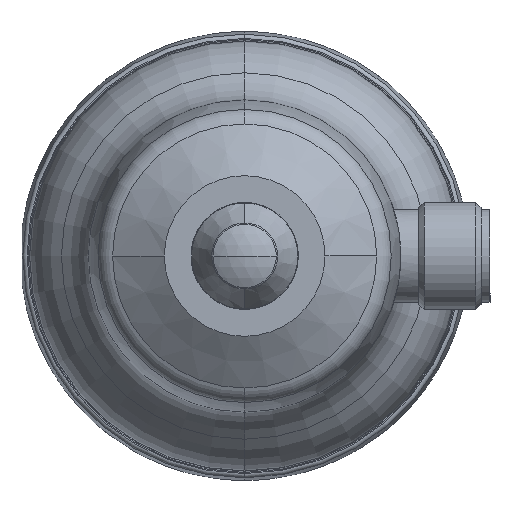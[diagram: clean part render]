
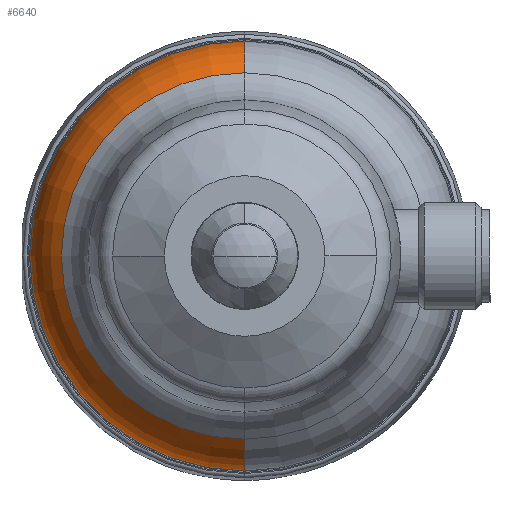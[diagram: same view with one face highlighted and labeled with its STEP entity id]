
A CAD part, left-side view. The second image highlights one B-rep face of the part: STEP entity #6640.
In plain terms, the highlighted toroidal (fillet/blend) face has major radius 14.1 mm and minor radius 10 mm.
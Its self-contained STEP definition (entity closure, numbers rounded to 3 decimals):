
#176 = CIRCLE ( 'NONE', #12535, 10. ) ;
#391 = CARTESIAN_POINT ( 'NONE',  ( -23.457, 0., -20.532 ) ) ;
#628 = VERTEX_POINT ( 'NONE', #11035 ) ;
#876 = ORIENTED_EDGE ( 'NONE', *, *, #3752, .F. ) ;
#1119 = CIRCLE ( 'NONE', #13688, 20.532 ) ;
#1252 = DIRECTION ( 'NONE',  ( 0., -1., 0. ) ) ;
#1974 = AXIS2_PLACEMENT_3D ( 'NONE', #14804, #1252, #10934 ) ;
#2073 = VERTEX_POINT ( 'NONE', #15292 ) ;
#3004 = DIRECTION ( 'NONE',  ( 0., 0., -1. ) ) ;
#3024 = AXIS2_PLACEMENT_3D ( 'NONE', #4817, #9455, #10949 ) ;
#3299 = DIRECTION ( 'NONE',  ( 0., 0., 1. ) ) ;
#3519 = VERTEX_POINT ( 'NONE', #8337 ) ;
#3752 = EDGE_CURVE ( 'NONE', #9334, #2073, #8998, .T. ) ;
#4628 = CARTESIAN_POINT ( 'NONE',  ( -15.8, 0., 14.1 ) ) ;
#4817 = CARTESIAN_POINT ( 'NONE',  ( -15.8, 0., 0. ) ) ;
#6025 = AXIS2_PLACEMENT_3D ( 'NONE', #11257, #12894, #3004 ) ;
#6454 = DIRECTION ( 'NONE',  ( 1., 0., 0. ) ) ;
#6640 = ADVANCED_FACE ( 'Defeature ausgef�hrt1_4', ( #7719 ), #9278, .T. ) ;
#7273 = ORIENTED_EDGE ( 'NONE', *, *, #12318, .F. ) ;
#7719 = FACE_OUTER_BOUND ( 'NONE', #11123, .T. ) ;
#7988 = ORIENTED_EDGE ( 'NONE', *, *, #13634, .T. ) ;
#8136 = ORIENTED_EDGE ( 'NONE', *, *, #14711, .T. ) ;
#8337 = CARTESIAN_POINT ( 'NONE',  ( -15.8, 0., 24.1 ) ) ;
#8998 = CIRCLE ( 'NONE', #1974, 10. ) ;
#9278 = TOROIDAL_SURFACE ( 'NONE', #6025, 14.1, 10. ) ;
#9334 = VERTEX_POINT ( 'NONE', #391 ) ;
#9455 = DIRECTION ( 'NONE',  ( 1., 0., 0. ) ) ;
#9551 = CIRCLE ( 'NONE', #3024, 24.1 ) ;
#10934 = DIRECTION ( 'NONE',  ( 0., 0., -1. ) ) ;
#10949 = DIRECTION ( 'NONE',  ( 0., 0., -1. ) ) ;
#11035 = CARTESIAN_POINT ( 'NONE',  ( -23.457, 0., 20.532 ) ) ;
#11123 = EDGE_LOOP ( 'NONE', ( #7988, #8136, #7273, #876 ) ) ;
#11257 = CARTESIAN_POINT ( 'NONE',  ( -15.8, 0., 0. ) ) ;
#11258 = DIRECTION ( 'NONE',  ( 0., 0., -1. ) ) ;
#12318 = EDGE_CURVE ( 'Defeature ausgef�hrt1_3+Defeature ausgef�hrt1_4+Defeature ausgef�hrt1_4+Defeature ausgef�hrt1_4', #2073, #3519, #9551, .T. ) ;
#12441 = CARTESIAN_POINT ( 'NONE',  ( -23.457, 0., 0. ) ) ;
#12535 = AXIS2_PLACEMENT_3D ( 'NONE', #4628, #14249, #3299 ) ;
#12894 = DIRECTION ( 'NONE',  ( 1., 0., 0. ) ) ;
#13634 = EDGE_CURVE ( 'Defeature ausgef�hrt1_4+Defeature ausgef�hrt1_5+Defeature ausgef�hrt1_5+Defeature ausgef�hrt1_5', #9334, #628, #1119, .T. ) ;
#13688 = AXIS2_PLACEMENT_3D ( 'NONE', #12441, #6454, #11258 ) ;
#14249 = DIRECTION ( 'NONE',  ( 0., 1., 0. ) ) ;
#14711 = EDGE_CURVE ( 'NONE', #628, #3519, #176, .T. ) ;
#14804 = CARTESIAN_POINT ( 'NONE',  ( -15.8, 0., -14.1 ) ) ;
#15292 = CARTESIAN_POINT ( 'NONE',  ( -15.8, 0., -24.1 ) ) ;
